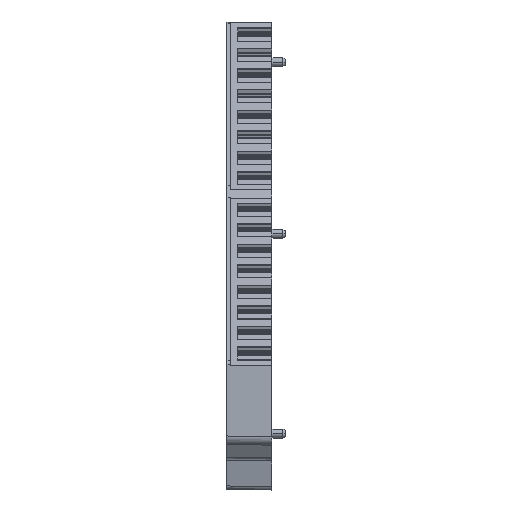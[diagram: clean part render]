
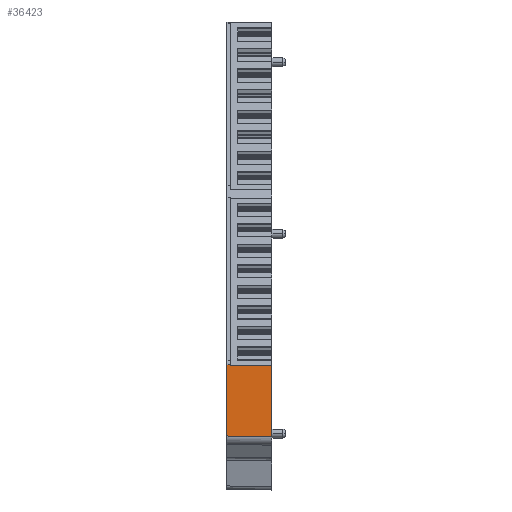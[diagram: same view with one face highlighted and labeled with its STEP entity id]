
A CAD part, front view. The second image highlights one B-rep face of the part: STEP entity #36423.
In plain terms, the highlighted planar face has unit normal (0, -1, 0).
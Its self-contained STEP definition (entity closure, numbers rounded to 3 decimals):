
#36394=AXIS2_PLACEMENT_3D('Plane Axis2P3D',#36391,#36392,#36393) ;
#1689=CARTESIAN_POINT('Line Origine',(0.8,0.,28.306)) ;
#1693=CARTESIAN_POINT('Vertex',(0.8,0.,28.215)) ;
#1695=CARTESIAN_POINT('Vertex',(0.8,0.,28.397)) ;
#1764=CARTESIAN_POINT('Vertex',(0.,0.,28.397)) ;
#1767=CARTESIAN_POINT('Line Origine',(5.1,0.,28.397)) ;
#2008=CARTESIAN_POINT('Line Origine',(5.5,0.,28.215)) ;
#2012=CARTESIAN_POINT('Vertex',(10.2,0.,28.215)) ;
#36391=CARTESIAN_POINT('Axis2P3D Location',(0.,0.,28.9)) ;
#36396=CARTESIAN_POINT('Line Origine',(10.2,0.,20.13)) ;
#36400=CARTESIAN_POINT('Vertex',(10.2,0.,12.046)) ;
#36403=CARTESIAN_POINT('Line Origine',(0.,0.,20.31)) ;
#36407=CARTESIAN_POINT('Vertex',(0.,0.,12.224)) ;
#36410=CARTESIAN_POINT('Line Origine',(5.1,0.,12.135)) ;
#1690=DIRECTION('Vector Direction',(0.,0.,1.)) ;
#1768=DIRECTION('Vector Direction',(-1.,0.,0.)) ;
#2009=DIRECTION('Vector Direction',(1.,0.,0.)) ;
#36392=DIRECTION('Axis2P3D Direction',(0.,-1.,0.)) ;
#36393=DIRECTION('Axis2P3D XDirection',(0.,0.,-1.)) ;
#36397=DIRECTION('Vector Direction',(0.,0.,-1.)) ;
#36404=DIRECTION('Vector Direction',(0.,0.,-1.)) ;
#36411=DIRECTION('Vector Direction',(-1.,0.,0.017)) ;
#1691=VECTOR('Line Direction',#1690,1.) ;
#1769=VECTOR('Line Direction',#1768,1.) ;
#2010=VECTOR('Line Direction',#2009,1.) ;
#36398=VECTOR('Line Direction',#36397,1.) ;
#36405=VECTOR('Line Direction',#36404,1.) ;
#36412=VECTOR('Line Direction',#36411,1.) ;
#36416=ORIENTED_EDGE('',*,*,#36402,.F.) ;
#36417=ORIENTED_EDGE('',*,*,#2014,.T.) ;
#36418=ORIENTED_EDGE('',*,*,#1697,.T.) ;
#36419=ORIENTED_EDGE('',*,*,#1771,.F.) ;
#36420=ORIENTED_EDGE('',*,*,#36409,.T.) ;
#36421=ORIENTED_EDGE('',*,*,#36414,.F.) ;
#36423=ADVANCED_FACE('BZT_PRV16-35X15',(#36422),#36395,.T.) ;
#1697=EDGE_CURVE('',#1694,#1696,#1692,.T.) ;
#1771=EDGE_CURVE('',#1765,#1696,#1770,.F.) ;
#2014=EDGE_CURVE('',#2013,#1694,#2011,.F.) ;
#36402=EDGE_CURVE('',#2013,#36401,#36399,.T.) ;
#36409=EDGE_CURVE('',#1765,#36408,#36406,.T.) ;
#36414=EDGE_CURVE('',#36401,#36408,#36413,.T.) ;
#36415=EDGE_LOOP('',(#36416,#36417,#36418,#36419,#36420,#36421)) ;
#36422=FACE_OUTER_BOUND('',#36415,.T.) ;
#1692=LINE('Line',#1689,#1691) ;
#1770=LINE('Line',#1767,#1769) ;
#2011=LINE('Line',#2008,#2010) ;
#36399=LINE('Line',#36396,#36398) ;
#36406=LINE('Line',#36403,#36405) ;
#36413=LINE('Line',#36410,#36412) ;
#36395=PLANE('',#36394) ;
#1694=VERTEX_POINT('',#1693) ;
#1696=VERTEX_POINT('',#1695) ;
#1765=VERTEX_POINT('',#1764) ;
#2013=VERTEX_POINT('',#2012) ;
#36401=VERTEX_POINT('',#36400) ;
#36408=VERTEX_POINT('',#36407) ;
